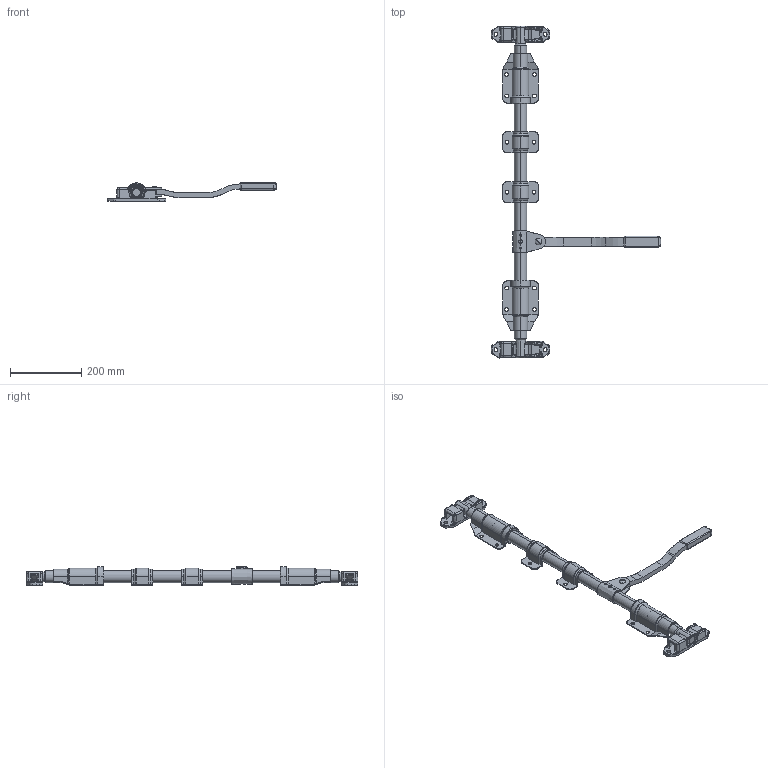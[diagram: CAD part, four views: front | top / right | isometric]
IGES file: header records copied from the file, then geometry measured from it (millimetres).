
Start section: SolidWorks IGES file using analytic representation for surfaces
Global section: file name: FA-1825N-2B.IGS; native system: SolidWorks 2018; preprocessor: SolidWorks 2018; author: 1337yo; date: 210226.172858; units: millimetre
Bounding box: 475 x 930.8 x 51 mm (x, y, z)
Surface area: 518501.1 mm2 (no closed solid volume)
Topology: 0 solids, 0 shells, 1214 faces, 14424 edges, 14397 vertices
Faces by surface type: bspline 662, revolution 552
